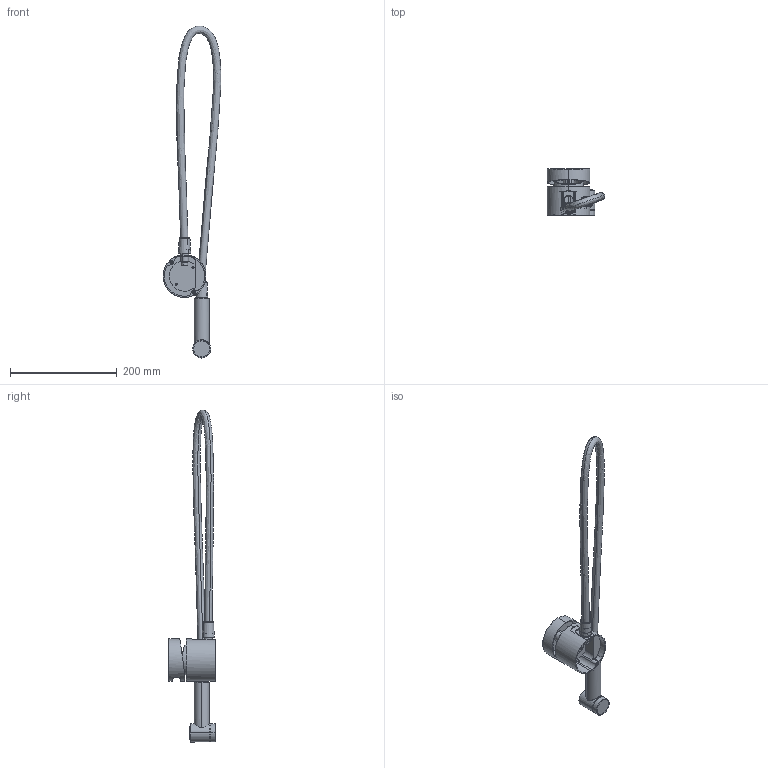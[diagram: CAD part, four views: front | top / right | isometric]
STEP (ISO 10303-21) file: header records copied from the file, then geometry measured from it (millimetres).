
FILE_DESCRIPTION (( 'STEP AP214' ), '1' );
FILE_NAME ('90 107 000 INTIMIXER.STEP', '2019-11-15T09:36:41', ( '' ), ( '' ), 'SwSTEP 2.0', 'SolidWorks 2016', '' );
FILE_SCHEMA (( 'AUTOMOTIVE_DESIGN' ));
Length unit declared in the file: millimetre
Products named in the file (15): socket head cap screw_din_DIN 912 M4 x 12 --- 12C_4; MANGO PERINEAL parte central 2016; 1987 MANETA MONOMANDO COOL_-01_4; 90 107 000 INTIMIXER; FLEXO SILVER TERMO COOL_-01_5; 1979 ANILLO PARA MONOMANDO CON SALIDA Y SOPORTE REDONDO_-ZOCALO + TOMA + CONICO PL-1979_3; 1986 EMBELLECEDOR MONOMANDO COOL_solo embellecedor_4; socket set screw cone point_din_DIN 914 - M5 x 4_4; MANGO FRESH PERINEAL; MANGO PERINEAL 2016 PEZONES; 1982 RACORD MONOMANDO M10-150 1-2 _-01_3; 1983 INSERTO CUADRADO PARA MONOMANDO_-02_4; TERMINAL1 FLEXO SILVER_6; DIN 912 M4_L 30
Assembly tree (16 placements, depth 3):
  90 107 000 INTIMIXER
    1979 ANILLO PARA MONOMANDO CON SALIDA Y SOPORTE REDONDO_-ZOCALO + TOMA + CONICO PL-1979_3
    1987 MANETA MONOMANDO COOL_-01_4
    1983 INSERTO CUADRADO PARA MONOMANDO_-02_4
    1982 RACORD MONOMANDO M10-150 1-2 _-01_3
    1986 EMBELLECEDOR MONOMANDO COOL_solo embellecedor_4
    socket head cap screw_din_DIN 912 M4 x 12 --- 12C_4
    DIN 912 M4_L 30  x2
    socket set screw cone point_din_DIN 914 - M5 x 4_4
    TERMINAL1 FLEXO SILVER_6  x2
    FLEXO SILVER TERMO COOL_-01_5
    MANGO FRESH PERINEAL
      MANGO FRESH PERINEAL
      MANGO PERINEAL parte central 2016
      MANGO PERINEAL 2016 PEZONES
Bounding box: 107.9 x 87.55 x 621.7 mm (x, y, z)
Volume: 373277.8 mm3; surface area: 150244.1 mm2
Topology: 15 solids, 15 shells, 983 faces, 2370 edges, 1456 vertices
Faces by surface type: plane 334, cylinder 281, bspline 256, cone 59, torus 46, sphere 7
Entity records: 45269 total; most frequent: CARTESIAN_POINT 13743, ORIENTED_EDGE 4530, DIRECTION 4047, EDGE_CURVE 2265, AXIS2_PLACEMENT_3D 1576, VERTEX_POINT 1401, EDGE_LOOP 1010, UNCERTAINTY_MEASURE_WITH_UNIT 980
